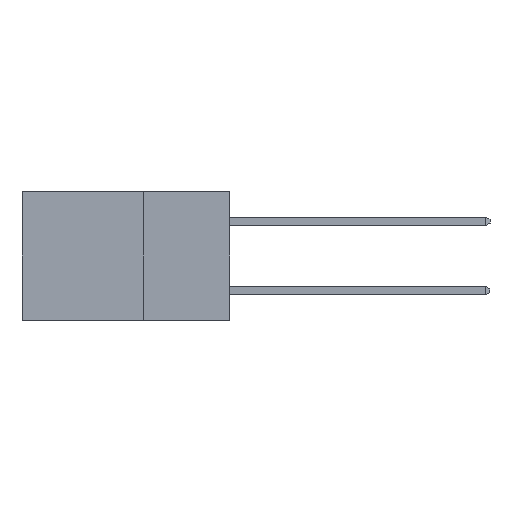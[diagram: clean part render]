
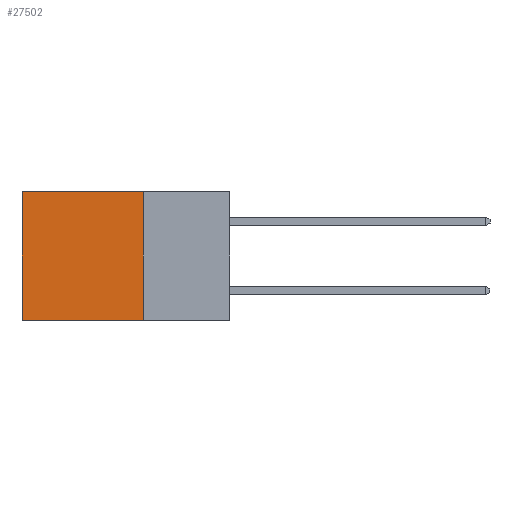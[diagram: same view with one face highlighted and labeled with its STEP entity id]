
A CAD part, left-side view. The second image highlights one B-rep face of the part: STEP entity #27502.
In plain terms, the highlighted planar face has unit normal (-1, 0, 0).
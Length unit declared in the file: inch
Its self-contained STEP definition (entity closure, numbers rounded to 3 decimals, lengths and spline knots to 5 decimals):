
#1165 = ORIENTED_EDGE ( 'NONE', *, *, #5979, .F. ) ;
#1247 = LINE ( 'NONE', #29294, #18761 ) ;
#1742 = EDGE_CURVE ( 'NONE', #18382, #21583, #24351, .T. ) ;
#2291 = EDGE_CURVE ( 'NONE', #3708, #25113, #9390, .T. ) ;
#3708 = VERTEX_POINT ( 'NONE', #11895 ) ;
#5979 = EDGE_CURVE ( 'NONE', #25113, #21583, #10964, .T. ) ;
#7669 = CARTESIAN_POINT ( 'NONE',  ( 0.298, 0.25, -0.37 ) ) ;
#8351 = DIRECTION ( 'NONE',  ( 0., 0., -1. ) ) ;
#9390 = LINE ( 'NONE', #15926, #28820 ) ;
#10964 = LINE ( 'NONE', #7669, #28966 ) ;
#11895 = CARTESIAN_POINT ( 'NONE',  ( 0.298, 0.25, 0. ) ) ;
#12808 = CARTESIAN_POINT ( 'NONE',  ( 0.298, 0.25, 0. ) ) ;
#13514 = DIRECTION ( 'NONE',  ( 0., 1., 0. ) ) ;
#13912 = CARTESIAN_POINT ( 'NONE',  ( 0.298, 0.6, 0. ) ) ;
#15598 = CARTESIAN_POINT ( 'NONE',  ( 0.298, 0.6, -0.37 ) ) ;
#15926 = CARTESIAN_POINT ( 'NONE',  ( 0.298, 0.25, 0. ) ) ;
#17983 = DIRECTION ( 'NONE',  ( 0., 0., -1. ) ) ;
#18347 = VECTOR ( 'NONE', #19563, 39.37008 ) ;
#18382 = VERTEX_POINT ( 'NONE', #13912 ) ;
#18761 = VECTOR ( 'NONE', #13514, 39.37008 ) ;
#18900 = ORIENTED_EDGE ( 'NONE', *, *, #1742, .T. ) ;
#19449 = AXIS2_PLACEMENT_3D ( 'NONE', #12808, #21973, #8351 ) ;
#19563 = DIRECTION ( 'NONE',  ( 0., 0., -1. ) ) ;
#19685 = PLANE ( 'NONE',  #19449 ) ;
#20407 = FACE_OUTER_BOUND ( 'NONE', #26231, .T. ) ;
#21583 = VERTEX_POINT ( 'NONE', #15598 ) ;
#21973 = DIRECTION ( 'NONE',  ( 1., 0., 0. ) ) ;
#22150 = ORIENTED_EDGE ( 'NONE', *, *, #24994, .T. ) ;
#23544 = DIRECTION ( 'NONE',  ( 0., 1., 0. ) ) ;
#23576 = ORIENTED_EDGE ( 'NONE', *, *, #2291, .F. ) ;
#24351 = LINE ( 'NONE', #26140, #18347 ) ;
#24994 = EDGE_CURVE ( 'NONE', #3708, #18382, #1247, .T. ) ;
#25113 = VERTEX_POINT ( 'NONE', #27444 ) ;
#26140 = CARTESIAN_POINT ( 'NONE',  ( 0.298, 0.6, 0. ) ) ;
#26231 = EDGE_LOOP ( 'NONE', ( #18900, #1165, #23576, #22150 ) ) ;
#27444 = CARTESIAN_POINT ( 'NONE',  ( 0.298, 0.25, -0.37 ) ) ;
#27502 = ADVANCED_FACE ( 'NONE', ( #20407 ), #19685, .F. ) ;
#28820 = VECTOR ( 'NONE', #17983, 39.37008 ) ;
#28966 = VECTOR ( 'NONE', #23544, 39.37008 ) ;
#29294 = CARTESIAN_POINT ( 'NONE',  ( 0.298, 0.25, 0. ) ) ;
